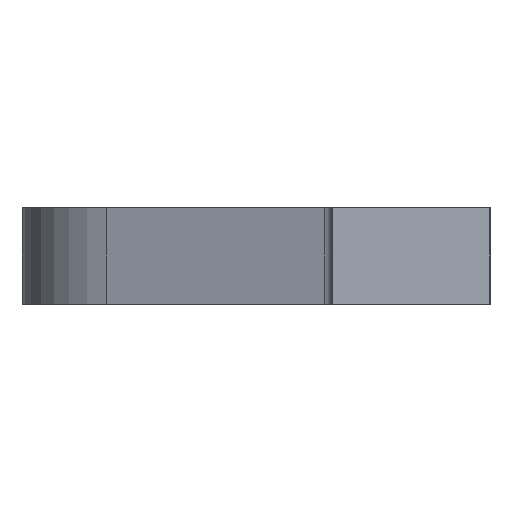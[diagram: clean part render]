
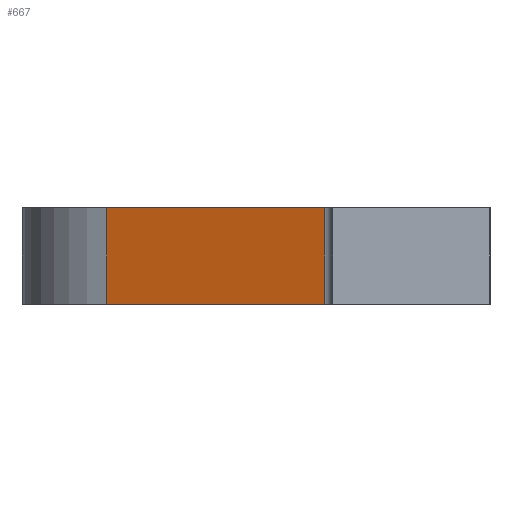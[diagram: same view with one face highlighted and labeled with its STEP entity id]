
A CAD part, left-side view. The second image highlights one B-rep face of the part: STEP entity #667.
In plain terms, the highlighted planar face has unit normal (-0.946, 0.325, 0).
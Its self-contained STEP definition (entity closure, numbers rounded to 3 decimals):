
#45 = CARTESIAN_POINT ( 'NONE',  ( -24.652, -22.488, 12.25 ) ) ;
#56 = DIRECTION ( 'NONE',  ( 0., 0., 1. ) ) ;
#75 = LINE ( 'NONE', #754, #981 ) ;
#135 = ORIENTED_EDGE ( 'NONE', *, *, #1064, .T. ) ;
#151 = VERTEX_POINT ( 'NONE', #651 ) ;
#187 = VERTEX_POINT ( 'NONE', #45 ) ;
#219 = CARTESIAN_POINT ( 'NONE',  ( -24.652, -22.488, 12.25 ) ) ;
#222 = DIRECTION ( 'NONE',  ( 0., 0., -1. ) ) ;
#256 = ORIENTED_EDGE ( 'NONE', *, *, #1140, .T. ) ;
#340 = LINE ( 'NONE', #417, #548 ) ;
#390 = ORIENTED_EDGE ( 'NONE', *, *, #514, .T. ) ;
#403 = VERTEX_POINT ( 'NONE', #657 ) ;
#412 = PLANE ( 'NONE',  #770 ) ;
#417 = CARTESIAN_POINT ( 'NONE',  ( -15.131, 5.203, 12.25 ) ) ;
#472 = VECTOR ( 'NONE', #56, 1000. ) ;
#514 = EDGE_CURVE ( 'NONE', #403, #795, #75, .T. ) ;
#548 = VECTOR ( 'NONE', #952, 1000. ) ;
#590 = VECTOR ( 'NONE', #1091, 1000. ) ;
#598 = EDGE_CURVE ( 'NONE', #403, #187, #340, .T. ) ;
#651 = CARTESIAN_POINT ( 'NONE',  ( -24.652, -22.488, 0. ) ) ;
#657 = CARTESIAN_POINT ( 'NONE',  ( -15.131, 5.203, 12.25 ) ) ;
#667 = ADVANCED_FACE ( 'NONE', ( #1093 ), #412, .F. ) ;
#687 = CARTESIAN_POINT ( 'NONE',  ( -15.131, 5.203, 12.25 ) ) ;
#731 = LINE ( 'NONE', #1081, #590 ) ;
#754 = CARTESIAN_POINT ( 'NONE',  ( -15.131, 5.203, 12.25 ) ) ;
#770 = AXIS2_PLACEMENT_3D ( 'NONE', #687, #1030, #866 ) ;
#777 = LINE ( 'NONE', #219, #472 ) ;
#795 = VERTEX_POINT ( 'NONE', #853 ) ;
#847 = EDGE_LOOP ( 'NONE', ( #135, #256, #1062, #390 ) ) ;
#853 = CARTESIAN_POINT ( 'NONE',  ( -15.131, 5.203, 0. ) ) ;
#866 = DIRECTION ( 'NONE',  ( 0.325, 0.946, 0. ) ) ;
#952 = DIRECTION ( 'NONE',  ( -0.325, -0.946, 0. ) ) ;
#981 = VECTOR ( 'NONE', #222, 1000. ) ;
#1030 = DIRECTION ( 'NONE',  ( 0.946, -0.325, 0. ) ) ;
#1062 = ORIENTED_EDGE ( 'NONE', *, *, #598, .F. ) ;
#1064 = EDGE_CURVE ( 'NONE', #795, #151, #731, .T. ) ;
#1081 = CARTESIAN_POINT ( 'NONE',  ( -15.131, 5.203, 0. ) ) ;
#1091 = DIRECTION ( 'NONE',  ( -0.325, -0.946, 0. ) ) ;
#1093 = FACE_OUTER_BOUND ( 'NONE', #847, .T. ) ;
#1140 = EDGE_CURVE ( 'NONE', #151, #187, #777, .T. ) ;
